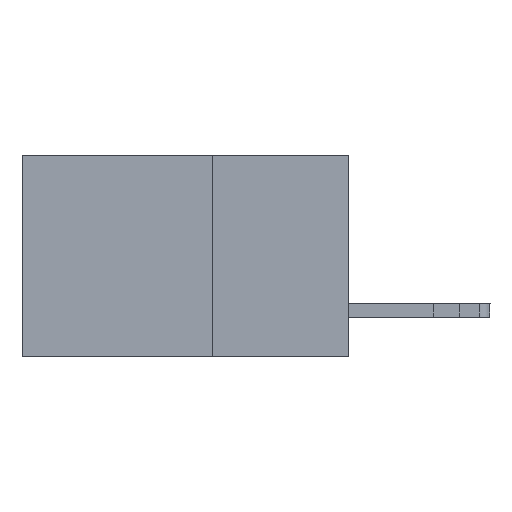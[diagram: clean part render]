
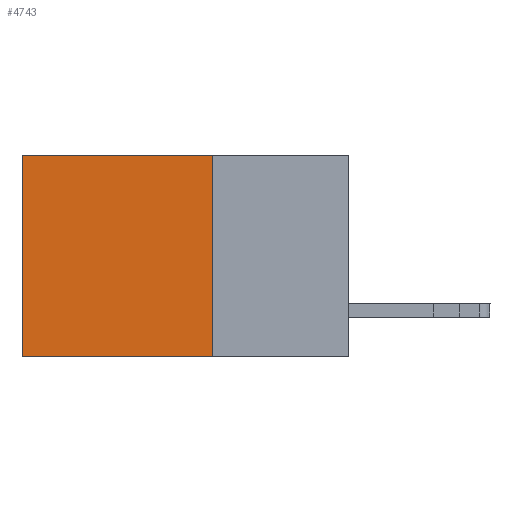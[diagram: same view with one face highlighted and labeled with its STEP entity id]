
A CAD part, left-side view. The second image highlights one B-rep face of the part: STEP entity #4743.
In plain terms, the highlighted planar face has unit normal (-1, 0, 0).
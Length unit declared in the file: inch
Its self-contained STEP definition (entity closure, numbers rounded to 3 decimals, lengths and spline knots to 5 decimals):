
#173 = CARTESIAN_POINT ( 'NONE',  ( 0.2615, 0.6, -0.37 ) ) ;
#1535 = VECTOR ( 'NONE', #10933, 39.37008 ) ;
#1893 = DIRECTION ( 'NONE',  ( 0., 0., -1. ) ) ;
#1906 = DIRECTION ( 'NONE',  ( 1., 0., 0. ) ) ;
#2014 = PLANE ( 'NONE',  #14096 ) ;
#2018 = CARTESIAN_POINT ( 'NONE',  ( 0.2615, 0.25, -0.37 ) ) ;
#2965 = CARTESIAN_POINT ( 'NONE',  ( 0.2615, 0.25, 0. ) ) ;
#3265 = VERTEX_POINT ( 'NONE', #17438 ) ;
#3320 = VECTOR ( 'NONE', #10616, 39.37008 ) ;
#3344 = ORIENTED_EDGE ( 'NONE', *, *, #3409, .T. ) ;
#3409 = EDGE_CURVE ( 'NONE', #17346, #3265, #7373, .T. ) ;
#4743 = ADVANCED_FACE ( 'NONE', ( #15130 ), #2014, .F. ) ;
#5205 = DIRECTION ( 'NONE',  ( 0., 0., -1. ) ) ;
#5930 = EDGE_CURVE ( 'NONE', #3265, #12011, #10132, .T. ) ;
#6124 = ORIENTED_EDGE ( 'NONE', *, *, #5930, .T. ) ;
#6624 = ORIENTED_EDGE ( 'NONE', *, *, #15547, .F. ) ;
#7136 = VERTEX_POINT ( 'NONE', #16742 ) ;
#7373 = LINE ( 'NONE', #11085, #3320 ) ;
#7543 = DIRECTION ( 'NONE',  ( 0., 1., 0. ) ) ;
#7877 = ORIENTED_EDGE ( 'NONE', *, *, #13154, .F. ) ;
#9034 = VECTOR ( 'NONE', #5205, 39.37008 ) ;
#9656 = LINE ( 'NONE', #16567, #17662 ) ;
#10132 = LINE ( 'NONE', #173, #1535 ) ;
#10616 = DIRECTION ( 'NONE',  ( 0., 1., 0. ) ) ;
#10832 = EDGE_LOOP ( 'NONE', ( #6124, #6624, #7877, #3344 ) ) ;
#10933 = DIRECTION ( 'NONE',  ( 0., 0., -1. ) ) ;
#11085 = CARTESIAN_POINT ( 'NONE',  ( 0.2615, 0.25, 0. ) ) ;
#12011 = VERTEX_POINT ( 'NONE', #14940 ) ;
#13052 = LINE ( 'NONE', #17272, #9034 ) ;
#13154 = EDGE_CURVE ( 'NONE', #17346, #7136, #13052, .T. ) ;
#14096 = AXIS2_PLACEMENT_3D ( 'NONE', #2018, #1906, #1893 ) ;
#14940 = CARTESIAN_POINT ( 'NONE',  ( 0.2615, 0.6, -0.37 ) ) ;
#15130 = FACE_OUTER_BOUND ( 'NONE', #10832, .T. ) ;
#15547 = EDGE_CURVE ( 'NONE', #7136, #12011, #9656, .T. ) ;
#16567 = CARTESIAN_POINT ( 'NONE',  ( 0.2615, 0.25, -0.37 ) ) ;
#16742 = CARTESIAN_POINT ( 'NONE',  ( 0.2615, 0.25, -0.37 ) ) ;
#17272 = CARTESIAN_POINT ( 'NONE',  ( 0.2615, 0.25, -0.37 ) ) ;
#17346 = VERTEX_POINT ( 'NONE', #2965 ) ;
#17438 = CARTESIAN_POINT ( 'NONE',  ( 0.2615, 0.6, 0. ) ) ;
#17662 = VECTOR ( 'NONE', #7543, 39.37008 ) ;
